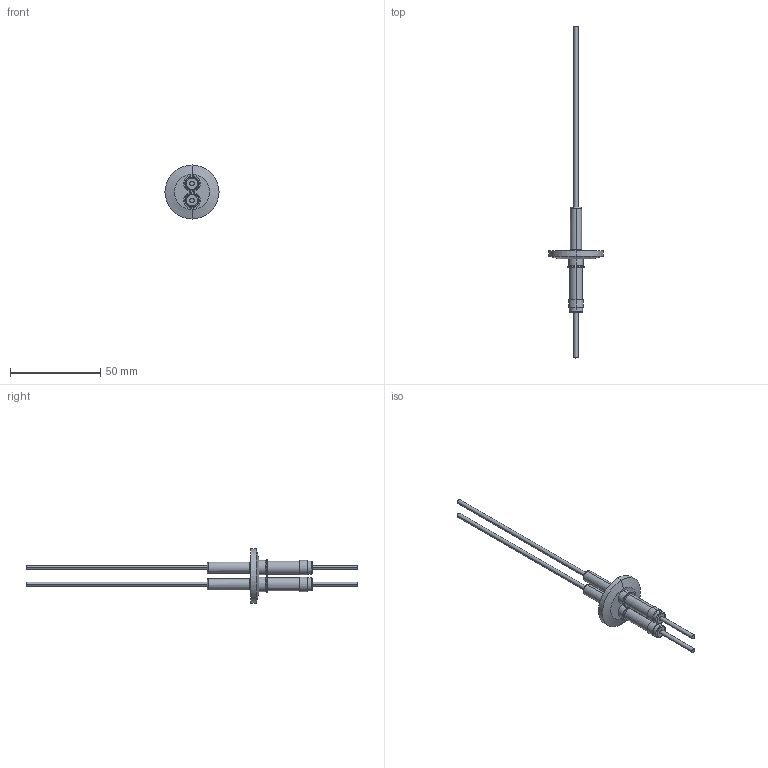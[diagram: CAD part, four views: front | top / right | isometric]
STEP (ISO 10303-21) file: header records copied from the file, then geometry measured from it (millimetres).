
FILE_DESCRIPTION (( 'STEP AP214' ), '1' );
FILE_NAME ('264-24CU10K-2-K16.STEP', '2017-01-03T15:45:58', ( 'allectra' ), ( 'Microsoft' ), 'SwSTEP 2.0', 'SolidWorks 2014', '' );
FILE_SCHEMA (( 'AUTOMOTIVE_DESIGN' ));
Length unit declared in the file: millimetre
Products named in the file (2): 264-24CU10K-2-K16
Bounding box: 29.97 x 184.15 x 29.97 mm (x, y, z)
Volume: 7494.2 mm3; surface area: 6224.3 mm2
Topology: 1 solids, 1 shells, 85 faces, 176 edges, 110 vertices
Faces by surface type: cylinder 44, plane 19, cone 14, bspline 8
Entity records: 2553 total; most frequent: CARTESIAN_POINT 517, DIRECTION 436, ORIENTED_EDGE 352, AXIS2_PLACEMENT_3D 189, EDGE_CURVE 176, CIRCLE 110, VERTEX_POINT 110, EDGE_LOOP 102
